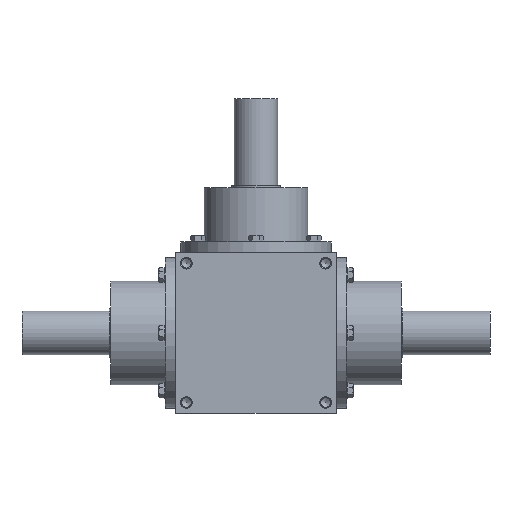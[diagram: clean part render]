
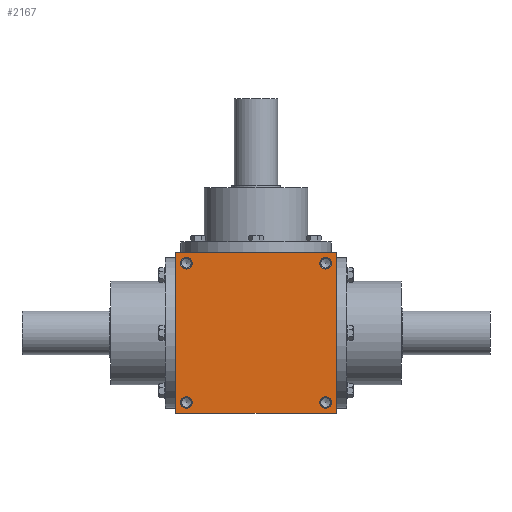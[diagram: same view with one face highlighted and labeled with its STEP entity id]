
A CAD part, front view. The second image highlights one B-rep face of the part: STEP entity #2167.
In plain terms, the highlighted planar face has unit normal (0, -1, 0).
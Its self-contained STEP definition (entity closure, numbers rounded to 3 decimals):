
#310=LINE('',#3910,#342);
#313=LINE('',#3924,#345);
#314=LINE('',#3926,#346);
#315=LINE('',#3928,#347);
#342=VECTOR('',#3155,1000.);
#345=VECTOR('',#3168,1000.);
#346=VECTOR('',#3169,1000.);
#347=VECTOR('',#3170,1000.);
#701=ORIENTED_EDGE('',*,*,#1116,.T.);
#702=ORIENTED_EDGE('',*,*,#1117,.T.);
#703=ORIENTED_EDGE('',*,*,#1118,.F.);
#704=ORIENTED_EDGE('',*,*,#1119,.F.);
#705=ORIENTED_EDGE('',*,*,#1120,.T.);
#706=ORIENTED_EDGE('',*,*,#1121,.F.);
#707=ORIENTED_EDGE('',*,*,#1122,.F.);
#708=ORIENTED_EDGE('',*,*,#1113,.T.);
#1113=EDGE_CURVE('',#1316,#1315,#310,.T.);
#1116=EDGE_CURVE('',#1318,#1318,#1453,.T.);
#1117=EDGE_CURVE('',#1319,#1319,#1454,.T.);
#1118=EDGE_CURVE('',#1320,#1320,#1455,.T.);
#1119=EDGE_CURVE('',#1321,#1321,#1456,.T.);
#1120=EDGE_CURVE('',#1315,#1322,#313,.T.);
#1121=EDGE_CURVE('',#1323,#1322,#314,.T.);
#1122=EDGE_CURVE('',#1316,#1323,#315,.T.);
#1315=VERTEX_POINT('',#3909);
#1316=VERTEX_POINT('',#3911);
#1318=VERTEX_POINT('',#3917);
#1319=VERTEX_POINT('',#3919);
#1320=VERTEX_POINT('',#3921);
#1321=VERTEX_POINT('',#3923);
#1322=VERTEX_POINT('',#3925);
#1323=VERTEX_POINT('',#3927);
#1453=CIRCLE('',#2526,6.);
#1454=CIRCLE('',#2527,6.);
#1455=CIRCLE('',#2528,6.);
#1456=CIRCLE('',#2529,6.);
#1614=EDGE_LOOP('',(#701));
#1615=EDGE_LOOP('',(#702));
#1616=EDGE_LOOP('',(#703));
#1617=EDGE_LOOP('',(#704));
#1618=EDGE_LOOP('',(#705,#706,#707,#708));
#1887=FACE_BOUND('',#1614,.T.);
#1888=FACE_BOUND('',#1615,.T.);
#1889=FACE_BOUND('',#1616,.T.);
#1890=FACE_BOUND('',#1617,.T.);
#1891=FACE_BOUND('',#1618,.T.);
#2091=PLANE('',#2525);
#2167=ADVANCED_FACE('',(#1887,#1888,#1889,#1890,#1891),#2091,.F.);
#2525=AXIS2_PLACEMENT_3D('',#3915,#3158,#3159);
#2526=AXIS2_PLACEMENT_3D('',#3916,#3160,#3161);
#2527=AXIS2_PLACEMENT_3D('',#3918,#3162,#3163);
#2528=AXIS2_PLACEMENT_3D('',#3920,#3164,#3165);
#2529=AXIS2_PLACEMENT_3D('',#3922,#3166,#3167);
#3155=DIRECTION('',(0.,0.,-1.));
#3158=DIRECTION('',(0.,1.,0.));
#3159=DIRECTION('',(0.,0.,1.));
#3160=DIRECTION('',(0.,1.,0.));
#3161=DIRECTION('',(0.,0.,1.));
#3162=DIRECTION('',(0.,1.,0.));
#3163=DIRECTION('',(0.,0.,1.));
#3164=DIRECTION('',(0.,-1.,0.));
#3165=DIRECTION('',(0.,0.,-1.));
#3166=DIRECTION('',(0.,-1.,0.));
#3167=DIRECTION('',(0.,0.,-1.));
#3168=DIRECTION('',(1.,0.,0.));
#3169=DIRECTION('',(0.,0.,-1.));
#3170=DIRECTION('',(1.,0.,0.));
#3909=CARTESIAN_POINT('',(-83.,-83.,-83.));
#3910=CARTESIAN_POINT('',(-83.,-83.,83.));
#3911=CARTESIAN_POINT('',(-83.,-83.,83.));
#3915=CARTESIAN_POINT('',(-83.,-83.,83.));
#3916=CARTESIAN_POINT('',(-72.,-83.,-72.));
#3917=CARTESIAN_POINT('',(-72.,-83.,-66.));
#3918=CARTESIAN_POINT('',(-72.,-83.,72.));
#3919=CARTESIAN_POINT('',(-72.,-83.,78.));
#3920=CARTESIAN_POINT('',(72.,-83.,-72.));
#3921=CARTESIAN_POINT('',(72.,-83.,-78.));
#3922=CARTESIAN_POINT('',(72.,-83.,72.));
#3923=CARTESIAN_POINT('',(72.,-83.,66.));
#3924=CARTESIAN_POINT('',(-83.,-83.,-83.));
#3925=CARTESIAN_POINT('',(83.,-83.,-83.));
#3926=CARTESIAN_POINT('',(83.,-83.,83.));
#3927=CARTESIAN_POINT('',(83.,-83.,83.));
#3928=CARTESIAN_POINT('',(-83.,-83.,83.));
